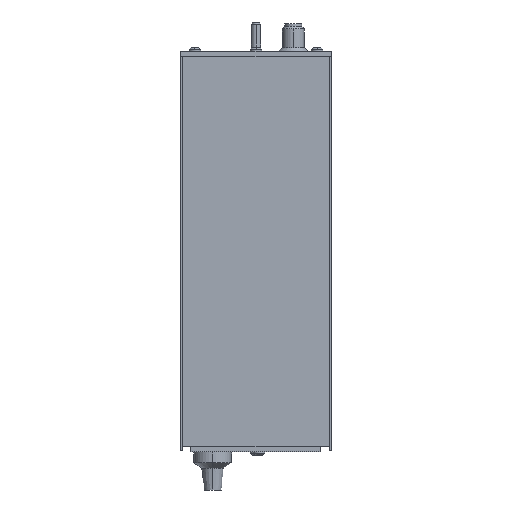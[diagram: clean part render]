
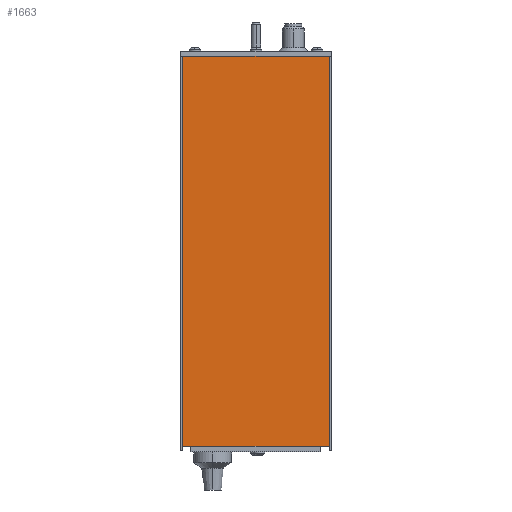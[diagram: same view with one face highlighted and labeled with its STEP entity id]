
A CAD part, left-side view. The second image highlights one B-rep face of the part: STEP entity #1663.
In plain terms, the highlighted face is planar.
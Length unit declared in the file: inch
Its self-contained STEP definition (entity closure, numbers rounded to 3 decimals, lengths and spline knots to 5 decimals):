
#1476=DIRECTION('',(0.,-1.,0.));
#1477=VECTOR('',#1476,3.375);
#1478=CARTESIAN_POINT('',(0.,3.375,0.));
#1479=LINE('',#1478,#1477);
#1480=DIRECTION('',(1.,0.,0.));
#1481=VECTOR('',#1480,9.);
#1482=CARTESIAN_POINT('',(0.,0.,0.));
#1483=LINE('',#1482,#1481);
#1484=DIRECTION('',(0.,1.,0.));
#1485=VECTOR('',#1484,3.375);
#1486=CARTESIAN_POINT('',(9.,0.,0.));
#1487=LINE('',#1486,#1485);
#1488=DIRECTION('',(-1.,0.,0.));
#1489=VECTOR('',#1488,9.);
#1490=CARTESIAN_POINT('',(9.,3.375,0.));
#1491=LINE('',#1490,#1489);
#1608=CARTESIAN_POINT('',(0.,3.375,0.));
#1609=CARTESIAN_POINT('',(0.,0.,0.));
#1610=VERTEX_POINT('',#1608);
#1611=VERTEX_POINT('',#1609);
#1612=CARTESIAN_POINT('',(9.,0.,0.));
#1613=VERTEX_POINT('',#1612);
#1614=CARTESIAN_POINT('',(9.,3.375,0.));
#1615=VERTEX_POINT('',#1614);
#1648=CARTESIAN_POINT('',(0.,0.,0.));
#1649=DIRECTION('',(0.,0.,1.));
#1650=DIRECTION('',(1.,0.,0.));
#1651=AXIS2_PLACEMENT_3D('',#1648,#1649,#1650);
#1652=PLANE('',#1651);
#1654=ORIENTED_EDGE('',*,*,#1653,.T.);
#1656=ORIENTED_EDGE('',*,*,#1655,.T.);
#1658=ORIENTED_EDGE('',*,*,#1657,.T.);
#1660=ORIENTED_EDGE('',*,*,#1659,.T.);
#1661=EDGE_LOOP('',(#1654,#1656,#1658,#1660));
#1662=FACE_OUTER_BOUND('',#1661,.F.);
#1663=ADVANCED_FACE('',(#1662),#1652,.F.);
#1653=EDGE_CURVE('',#1610,#1611,#1479,.T.);
#1655=EDGE_CURVE('',#1611,#1613,#1483,.T.);
#1657=EDGE_CURVE('',#1613,#1615,#1487,.T.);
#1659=EDGE_CURVE('',#1615,#1610,#1491,.T.);
